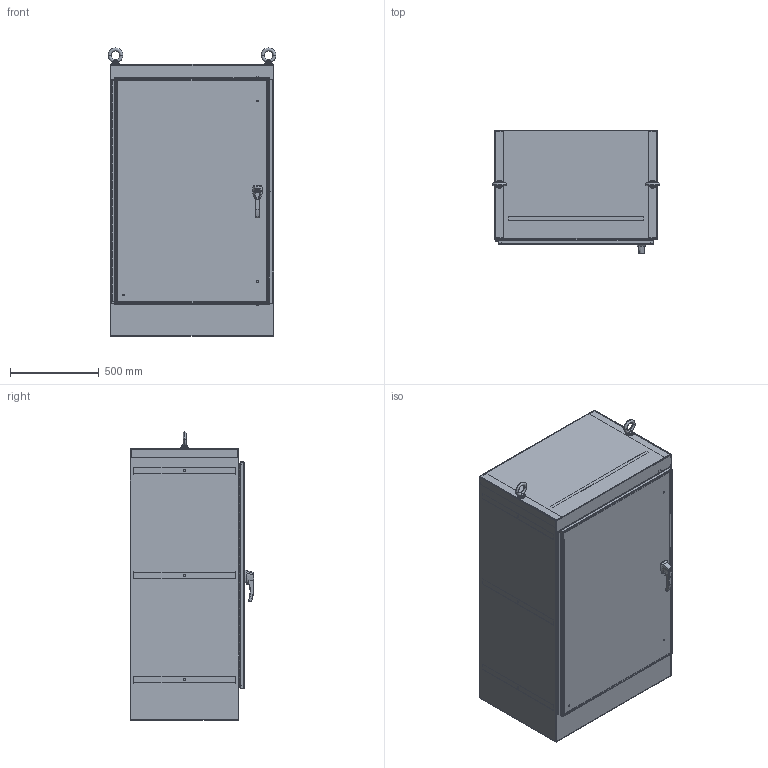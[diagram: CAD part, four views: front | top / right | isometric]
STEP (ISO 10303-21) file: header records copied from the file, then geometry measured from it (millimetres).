
FILE_DESCRIPTION (( 'STEP AP203' ), '1' );
FILE_NAME ('1418TY24_Default.step', '2019-11-02T22:21:07', ( '' ), ( '' ), 'SwSTEP 2.0', 'SolidWorks 2019', '' );
FILE_SCHEMA (( 'CONFIG_CONTROL_DESIGN' ));
Length unit declared in the file: inch
Products named in the file (1): 1418TY24_Default
Bounding box: 942.81 x 695.01 x 1618.31 mm (x, y, z)
Volume: 16561214.9 mm3; surface area: 13712604 mm2
Topology: 52 solids, 53 shells, 2082 faces, 5606 edges, 3636 vertices
Faces by surface type: cylinder 1003, plane 914, cone 78, bspline 71, torus 16
Entity records: 77227 total; most frequent: CARTESIAN_POINT 23939, DIRECTION 11331, ORIENTED_EDGE 11184, EDGE_CURVE 5592, AXIS2_PLACEMENT_3D 4113, VERTEX_POINT 3636, VECTOR 3105, LINE 3105
